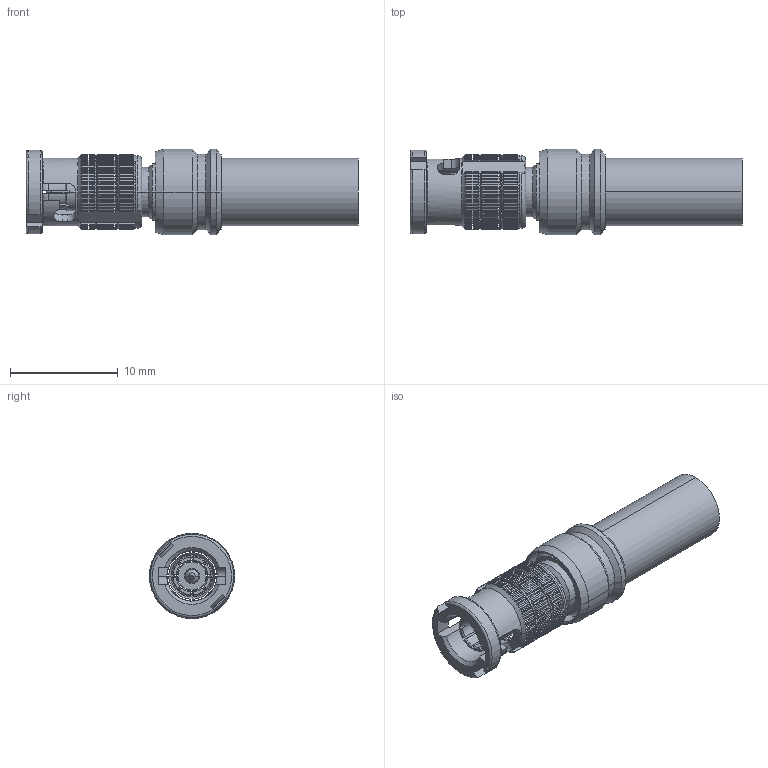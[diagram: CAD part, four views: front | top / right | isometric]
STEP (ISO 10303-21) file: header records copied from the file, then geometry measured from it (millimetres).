
FILE_DESCRIPTION((''),'2;1');
FILE_NAME('034-5017','2013-11-01T',('Clement Lazar'),(''),'PRO/ENGINEER BY PARAMETRIC TECHNOLOGY CORPORATION, 2010100','PRO/ENGINEER BY PARAMETRIC TECHNOLOGY CORPORATION, 2010100','');
FILE_SCHEMA(('CONFIG_CONTROL_DESIGN'));
Length unit declared in the file: millimetre
Products named in the file (1): 034-5017
Bounding box: 30.79 x 7.9 x 7.9 mm (x, y, z)
Surface area: 1293 mm2 (no closed solid volume)
Topology: 0 solids, 70 shells, 432 faces, 1925 edges, 1419 vertices
Faces by surface type: cylinder 242, plane 122, cone 54, torus 14
Entity records: 20345 total; most frequent: CARTESIAN_POINT 6148, DIRECTION 2719, ORIENTED_EDGE 2718, EDGE_CURVE 1923, VERTEX_POINT 1419, AXIS2_PLACEMENT_3D 1020, VECTOR 679, LINE 679
